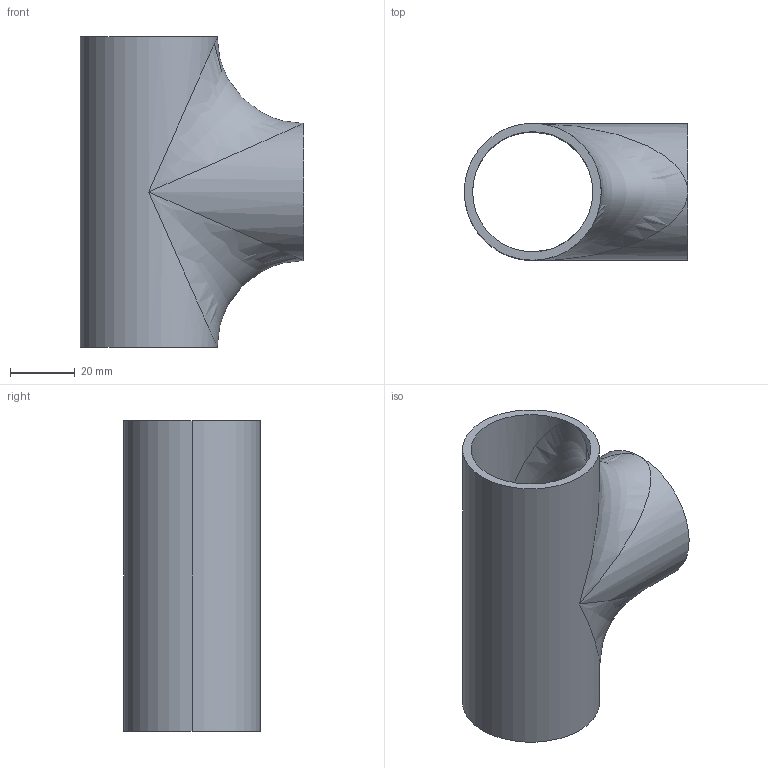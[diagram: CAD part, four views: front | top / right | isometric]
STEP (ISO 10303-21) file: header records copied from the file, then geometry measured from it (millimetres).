
FILE_DESCRIPTION (( 'STEP AP203' ), '1' );
FILE_NAME ('3D_R165_DN42.4x2.6_17321594.STEP', '2024-07-16T13:10:02', ( '' ), ( '' ), 'SwSTEP 2.0', 'SolidWorks 2024', '' );
FILE_SCHEMA (( 'CONFIG_CONTROL_DESIGN' ));
Length unit declared in the file: millimetre
Products named in the file (1): 3D_R165_DN42.4x2.6_17321594
Bounding box: 69.2 x 42.4 x 96 mm (x, y, z)
Volume: 38291.5 mm3; surface area: 30421.5 mm2
Topology: 1 solids, 1 shells, 15 faces, 38 edges, 16 vertices
Faces by surface type: cylinder 8, bspline 4, plane 3
Entity records: 1093 total; most frequent: CARTESIAN_POINT 754, ORIENTED_EDGE 60, DIRECTION 50, EDGE_CURVE 30, AXIS2_PLACEMENT_3D 24, EDGE_LOOP 18, VERTEX_POINT 16, ADVANCED_FACE 15
